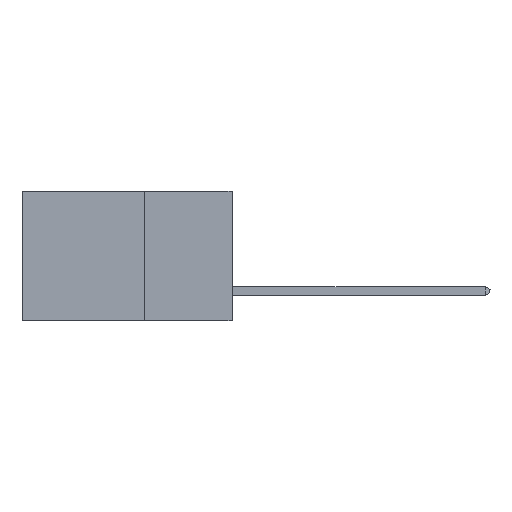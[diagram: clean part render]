
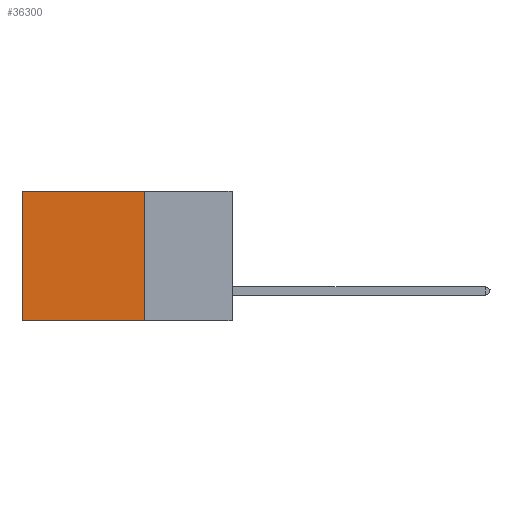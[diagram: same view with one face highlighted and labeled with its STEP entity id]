
A CAD part, left-side view. The second image highlights one B-rep face of the part: STEP entity #36300.
In plain terms, the highlighted planar face has unit normal (-1, 0, 0).
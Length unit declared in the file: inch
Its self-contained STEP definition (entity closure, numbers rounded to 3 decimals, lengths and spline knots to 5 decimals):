
#3009 = VECTOR ( 'NONE', #10869, 39.37008 ) ;
#4571 = ORIENTED_EDGE ( 'NONE', *, *, #15318, .T. ) ;
#5790 = DIRECTION ( 'NONE',  ( 0., 0., -1. ) ) ;
#6997 = CARTESIAN_POINT ( 'NONE',  ( 0.2875, 0.6, 0. ) ) ;
#7729 = AXIS2_PLACEMENT_3D ( 'NONE', #34266, #16418, #22087 ) ;
#8496 = VERTEX_POINT ( 'NONE', #36841 ) ;
#10381 = VERTEX_POINT ( 'NONE', #28354 ) ;
#10737 = CARTESIAN_POINT ( 'NONE',  ( 0.2875, 0.25, 0. ) ) ;
#10869 = DIRECTION ( 'NONE',  ( 0., 0., -1. ) ) ;
#11475 = EDGE_LOOP ( 'NONE', ( #29717, #19467, #18238, #4571 ) ) ;
#14266 = DIRECTION ( 'NONE',  ( 0., 1., 0. ) ) ;
#14667 = VECTOR ( 'NONE', #26871, 39.37008 ) ;
#15318 = EDGE_CURVE ( 'NONE', #24008, #37532, #19315, .T. ) ;
#16418 = DIRECTION ( 'NONE',  ( 1., 0., 0. ) ) ;
#18238 = ORIENTED_EDGE ( 'NONE', *, *, #37721, .F. ) ;
#19315 = LINE ( 'NONE', #23284, #31622 ) ;
#19467 = ORIENTED_EDGE ( 'NONE', *, *, #21105, .F. ) ;
#21105 = EDGE_CURVE ( 'NONE', #10381, #8496, #38890, .T. ) ;
#21213 = EDGE_CURVE ( 'NONE', #37532, #8496, #23675, .T. ) ;
#22087 = DIRECTION ( 'NONE',  ( 0., 0., -1. ) ) ;
#23284 = CARTESIAN_POINT ( 'NONE',  ( 0.2875, 0.25, 0. ) ) ;
#23430 = LINE ( 'NONE', #10737, #3009 ) ;
#23675 = LINE ( 'NONE', #23967, #33621 ) ;
#23967 = CARTESIAN_POINT ( 'NONE',  ( 0.2875, 0.6, 0. ) ) ;
#24008 = VERTEX_POINT ( 'NONE', #33515 ) ;
#26871 = DIRECTION ( 'NONE',  ( 0., 1., 0. ) ) ;
#28354 = CARTESIAN_POINT ( 'NONE',  ( 0.2875, 0.25, -0.37 ) ) ;
#28768 = FACE_OUTER_BOUND ( 'NONE', #11475, .T. ) ;
#29717 = ORIENTED_EDGE ( 'NONE', *, *, #21213, .T. ) ;
#31622 = VECTOR ( 'NONE', #14266, 39.37008 ) ;
#31631 = PLANE ( 'NONE',  #7729 ) ;
#32567 = CARTESIAN_POINT ( 'NONE',  ( 0.2875, 0.25, -0.37 ) ) ;
#33515 = CARTESIAN_POINT ( 'NONE',  ( 0.2875, 0.25, 0. ) ) ;
#33621 = VECTOR ( 'NONE', #5790, 39.37008 ) ;
#34266 = CARTESIAN_POINT ( 'NONE',  ( 0.2875, 0.25, 0. ) ) ;
#36300 = ADVANCED_FACE ( 'NONE', ( #28768 ), #31631, .F. ) ;
#36841 = CARTESIAN_POINT ( 'NONE',  ( 0.2875, 0.6, -0.37 ) ) ;
#37532 = VERTEX_POINT ( 'NONE', #6997 ) ;
#37721 = EDGE_CURVE ( 'NONE', #24008, #10381, #23430, .T. ) ;
#38890 = LINE ( 'NONE', #32567, #14667 ) ;
